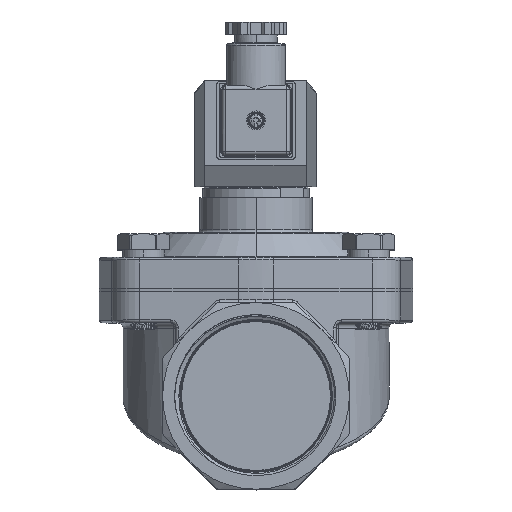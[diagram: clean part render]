
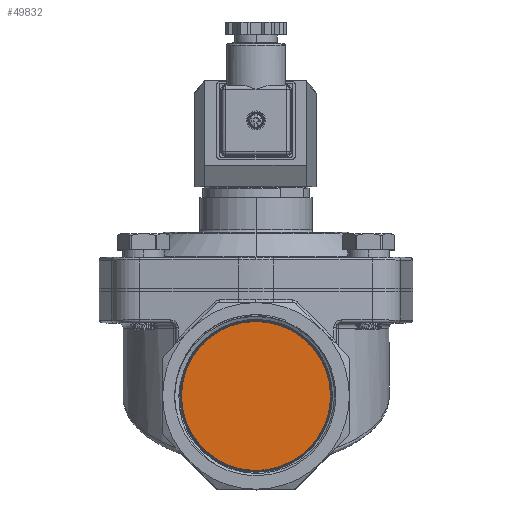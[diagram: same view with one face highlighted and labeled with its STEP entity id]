
A CAD part, top view. The second image highlights one B-rep face of the part: STEP entity #49832.
In plain terms, the highlighted planar face has unit normal (0, 0, 1).
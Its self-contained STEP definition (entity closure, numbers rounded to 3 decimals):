
#1331 = DIRECTION ( 'NONE',  ( 0., 0., 1. ) ) ;
#1436 = DIRECTION ( 'NONE',  ( 0.836, -0.549, 0. ) ) ;
#1548 = CARTESIAN_POINT ( 'NONE',  ( 0., 35., 58.5 ) ) ;
#4893 = VERTEX_POINT ( 'NONE', #127381 ) ;
#7451 = VERTEX_POINT ( 'NONE', #68341 ) ;
#7993 = EDGE_CURVE ( 'NONE', #7451, #41143, #65027, .T. ) ;
#10016 = CARTESIAN_POINT ( 'NONE',  ( 23.936, 20.604, 58.5 ) ) ;
#11407 = ORIENTED_EDGE ( 'NONE', *, *, #138898, .T. ) ;
#12720 = DIRECTION ( 'NONE',  ( 1., 0., 0. ) ) ;
#14572 = ORIENTED_EDGE ( 'NONE', *, *, #93237, .T. ) ;
#15261 = CARTESIAN_POINT ( 'NONE',  ( 23.895, 20.628, 58.5 ) ) ;
#19617 = CIRCLE ( 'NONE', #105245, 27.934 ) ;
#21141 = ORIENTED_EDGE ( 'NONE', *, *, #7993, .T. ) ;
#21322 = EDGE_LOOP ( 'NONE', ( #130979, #21141, #136871, #14572, #32049, #11407 ) ) ;
#29462 = CARTESIAN_POINT ( 'NONE',  ( 0., 35., 58.5 ) ) ;
#32049 = ORIENTED_EDGE ( 'NONE', *, *, #123249, .T. ) ;
#40596 = DIRECTION ( 'NONE',  ( 1., 0., 0. ) ) ;
#40873 = CARTESIAN_POINT ( 'NONE',  ( 24.943, 22.584, 58.5 ) ) ;
#41143 = VERTEX_POINT ( 'NONE', #40873 ) ;
#42013 = EDGE_CURVE ( 'NONE', #7451, #4893, #108004, .T. ) ;
#42579 = DIRECTION ( 'NONE',  ( 0., 0., 1. ) ) ;
#44043 = CIRCLE ( 'NONE', #108458, 27.934 ) ;
#48611 = CARTESIAN_POINT ( 'NONE',  ( 24.943, 22.584, 58.5 ) ) ;
#48901 = VECTOR ( 'NONE', #1436, 1000. ) ;
#49832 = ADVANCED_FACE ( 'NONE', ( #102178 ), #67418, .T. ) ;
#53542 = CARTESIAN_POINT ( 'NONE',  ( 24.468, 21.578, 58.5 ) ) ;
#65027 = B_SPLINE_CURVE_WITH_KNOTS ( 'NONE', 3,
 ( #92802, #15261, #115129, #48611 ),
 .UNSPECIFIED., .F., .F.,
 ( 4, 4 ),
 ( 0., 0.003 ),
 .UNSPECIFIED. ) ;
#67418 = PLANE ( 'NONE',  #114556 ) ;
#67673 = CARTESIAN_POINT ( 'NONE',  ( 0., 35., 58.5 ) ) ;
#68341 = CARTESIAN_POINT ( 'NONE',  ( 23.286, 19.7, 58.5 ) ) ;
#78852 = DIRECTION ( 'NONE',  ( 1., 0., 0. ) ) ;
#79076 = DIRECTION ( 'NONE',  ( 0., 0., 1. ) ) ;
#80085 = CARTESIAN_POINT ( 'NONE',  ( 27.934, 35., 58.5 ) ) ;
#87539 = CARTESIAN_POINT ( 'NONE',  ( 23.345, 19.661, 58.5 ) ) ;
#92802 = CARTESIAN_POINT ( 'NONE',  ( 23.286, 19.7, 58.5 ) ) ;
#93237 = EDGE_CURVE ( 'NONE', #4893, #114976, #140601, .T. ) ;
#95608 = B_SPLINE_CURVE_WITH_KNOTS ( 'NONE', 3,
 ( #142892, #53542, #10016, #87539 ),
 .UNSPECIFIED., .F., .F.,
 ( 4, 4 ),
 ( 0., 0.003 ),
 .UNSPECIFIED. ) ;
#102178 = FACE_OUTER_BOUND ( 'NONE', #21322, .T. ) ;
#105245 = AXIS2_PLACEMENT_3D ( 'NONE', #29462, #107088, #40596 ) ;
#107088 = DIRECTION ( 'NONE',  ( 0., 0., 1. ) ) ;
#108004 = LINE ( 'NONE', #134341, #48901 ) ;
#108458 = AXIS2_PLACEMENT_3D ( 'NONE', #109121, #42579, #120279 ) ;
#109121 = CARTESIAN_POINT ( 'NONE',  ( 0., 35., 58.5 ) ) ;
#114556 = AXIS2_PLACEMENT_3D ( 'NONE', #1548, #79076, #12720 ) ;
#114976 = VERTEX_POINT ( 'NONE', #80085 ) ;
#115129 = CARTESIAN_POINT ( 'NONE',  ( 24.448, 21.591, 58.5 ) ) ;
#115949 = AXIS2_PLACEMENT_3D ( 'NONE', #67673, #1331, #78852 ) ;
#120279 = DIRECTION ( 'NONE',  ( 1., 0., 0. ) ) ;
#123249 = EDGE_CURVE ( 'NONE', #114976, #136476, #44043, .T. ) ;
#123543 = EDGE_CURVE ( 'NONE', #41143, #4893, #95608, .T. ) ;
#127381 = CARTESIAN_POINT ( 'NONE',  ( 23.345, 19.661, 58.5 ) ) ;
#130306 = CARTESIAN_POINT ( 'NONE',  ( -27.934, 35., 58.5 ) ) ;
#130979 = ORIENTED_EDGE ( 'NONE', *, *, #42013, .F. ) ;
#134341 = CARTESIAN_POINT ( 'NONE',  ( 0., 35., 58.5 ) ) ;
#136476 = VERTEX_POINT ( 'NONE', #130306 ) ;
#136871 = ORIENTED_EDGE ( 'NONE', *, *, #123543, .T. ) ;
#138898 = EDGE_CURVE ( 'NONE', #136476, #4893, #19617, .T. ) ;
#140601 = CIRCLE ( 'NONE', #115949, 27.934 ) ;
#142892 = CARTESIAN_POINT ( 'NONE',  ( 24.943, 22.584, 58.5 ) ) ;
